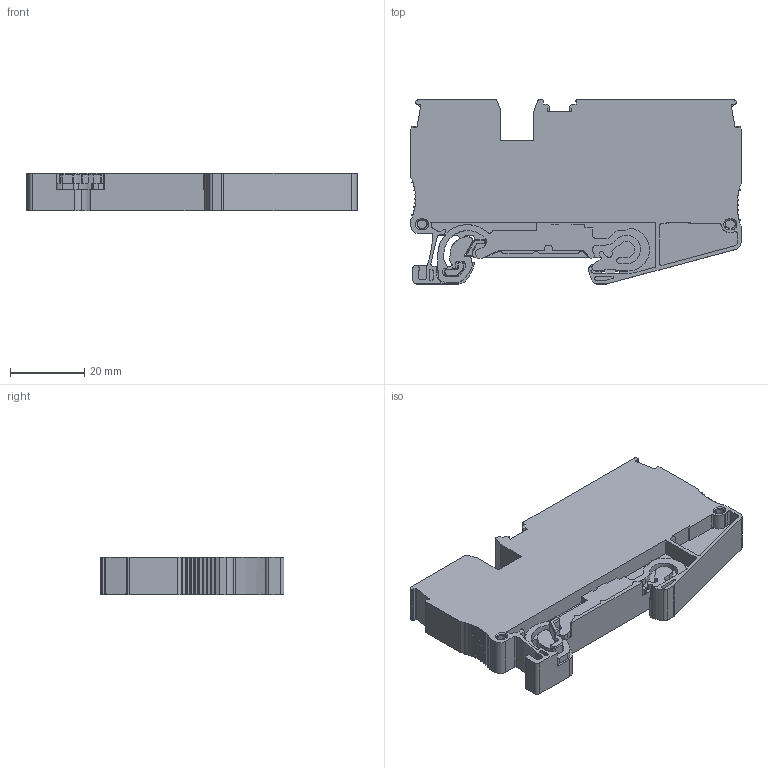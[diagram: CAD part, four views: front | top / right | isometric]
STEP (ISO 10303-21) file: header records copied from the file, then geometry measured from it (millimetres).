
FILE_DESCRIPTION((''),'2;1');
FILE_NAME('4441','2023-06-24T',('Administrator'),(''),'PRO/ENGINEER BY PARAMETRIC TECHNOLOGY CORPORATION, 2013230','PRO/ENGINEER BY PARAMETRIC TECHNOLOGY CORPORATION, 2013230','');
FILE_SCHEMA(('CONFIG_CONTROL_DESIGN'));
Length unit declared in the file: millimetre
Products named in the file (1): 4441
Bounding box: 89 x 49.6 x 10.2 mm (x, y, z)
Volume: 28980.8 mm3; surface area: 16942.6 mm2
Topology: 1 solids, 1 shells, 848 faces, 2354 edges, 1524 vertices
Faces by surface type: plane 543, cylinder 268, cone 33, torus 4
Entity records: 29081 total; most frequent: CARTESIAN_POINT 5252, ORIENTED_EDGE 4706, DIRECTION 4571, EDGE_CURVE 2353, VECTOR 1725, LINE 1725, VERTEX_POINT 1524, AXIS2_PLACEMENT_3D 1423
